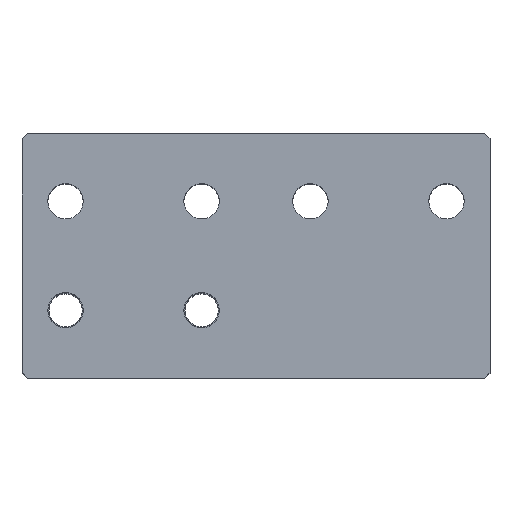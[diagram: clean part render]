
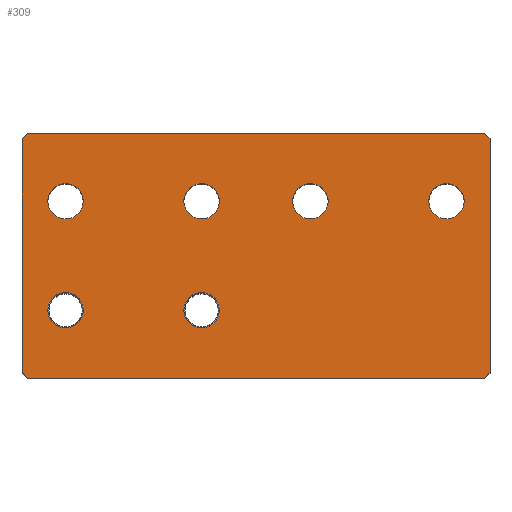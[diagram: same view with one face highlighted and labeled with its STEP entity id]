
A CAD part, top view. The second image highlights one B-rep face of the part: STEP entity #309.
In plain terms, the highlighted planar face has unit normal (0, 0, 1).
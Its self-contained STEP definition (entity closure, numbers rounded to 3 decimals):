
#309=ADVANCED_FACE('',(#670,#671,#672,#673,#674,#675,#676),#677,.F.);
#670=FACE_BOUND('',#1055,.T.);
#671=FACE_BOUND('',#1056,.T.);
#672=FACE_BOUND('',#1057,.T.);
#673=FACE_BOUND('',#1058,.T.);
#674=FACE_BOUND('',#1059,.T.);
#675=FACE_BOUND('',#1060,.T.);
#676=FACE_OUTER_BOUND('',#1061,.T.);
#677=PLANE('',#1062);
#1055=EDGE_LOOP('',(#1762));
#1056=EDGE_LOOP('',(#1763));
#1057=EDGE_LOOP('',(#1764));
#1058=EDGE_LOOP('',(#1765));
#1059=EDGE_LOOP('',(#1766));
#1060=EDGE_LOOP('',(#1767));
#1061=EDGE_LOOP('',(#1768,#1769,#1770,#1771,#1772,#1773,#1774,#1775));
#1062=AXIS2_PLACEMENT_3D('',#1776,#1777,#1778);
#1762=ORIENTED_EDGE('',*,*,#2129,.T.);
#1763=ORIENTED_EDGE('',*,*,#1925,.T.);
#1764=ORIENTED_EDGE('',*,*,#1994,.T.);
#1765=ORIENTED_EDGE('',*,*,#2018,.T.);
#1766=ORIENTED_EDGE('',*,*,#2037,.T.);
#1767=ORIENTED_EDGE('',*,*,#1923,.T.);
#1768=ORIENTED_EDGE('',*,*,#1991,.F.);
#1769=ORIENTED_EDGE('',*,*,#2070,.T.);
#1770=ORIENTED_EDGE('',*,*,#1932,.F.);
#1771=ORIENTED_EDGE('',*,*,#2123,.T.);
#1772=ORIENTED_EDGE('',*,*,#1967,.F.);
#1773=ORIENTED_EDGE('',*,*,#2131,.T.);
#1774=ORIENTED_EDGE('',*,*,#2119,.F.);
#1775=ORIENTED_EDGE('',*,*,#2031,.T.);
#1776=CARTESIAN_POINT('',(-106.0,25.0,50.4));
#1777=DIRECTION('',(0.0,0.0,-1.0));
#1778=DIRECTION('',(0.,1.0,0.0));
#1923=EDGE_CURVE('',#2261,#2261,#2262,.T.);
#1925=EDGE_CURVE('',#2264,#2264,#2265,.T.);
#1932=EDGE_CURVE('',#2276,#2277,#2278,.T.);
#1967=EDGE_CURVE('',#2337,#2338,#2339,.T.);
#1991=EDGE_CURVE('',#2374,#2376,#2377,.T.);
#1994=EDGE_CURVE('',#2380,#2380,#2381,.T.);
#2018=EDGE_CURVE('',#2416,#2416,#2417,.T.);
#2031=EDGE_CURVE('',#2435,#2376,#2436,.F.);
#2037=EDGE_CURVE('',#2442,#2442,#2443,.T.);
#2070=EDGE_CURVE('',#2374,#2277,#2492,.F.);
#2119=EDGE_CURVE('',#2435,#2557,#2558,.T.);
#2123=EDGE_CURVE('',#2276,#2338,#2562,.F.);
#2129=EDGE_CURVE('',#2568,#2568,#2569,.T.);
#2131=EDGE_CURVE('',#2337,#2557,#2571,.F.);
#2261=VERTEX_POINT('',#2736);
#2262=CIRCLE('',#2737,6.5);
#2264=VERTEX_POINT('',#2739);
#2265=CIRCLE('',#2740,6.5);
#2276=VERTEX_POINT('',#2755);
#2277=VERTEX_POINT('',#2756);
#2278=LINE('',#2757,#2758);
#2337=VERTEX_POINT('',#2833);
#2338=VERTEX_POINT('',#2834);
#2339=LINE('',#2835,#2836);
#2374=VERTEX_POINT('',#2885);
#2376=VERTEX_POINT('',#2888);
#2377=LINE('',#2889,#2890);
#2380=VERTEX_POINT('',#2894);
#2381=CIRCLE('',#2895,6.5);
#2416=VERTEX_POINT('',#2942);
#2417=CIRCLE('',#2943,6.5);
#2435=VERTEX_POINT('',#2965);
#2436=LINE('',#2966,#2967);
#2442=VERTEX_POINT('',#2976);
#2443=CIRCLE('',#2977,6.5);
#2492=LINE('',#3046,#3047);
#2557=VERTEX_POINT('',#3136);
#2558=LINE('',#3137,#3138);
#2562=LINE('',#3143,#3144);
#2568=VERTEX_POINT('',#3151);
#2569=CIRCLE('',#3152,6.5);
#2571=LINE('',#3154,#3155);
#2736=CARTESIAN_POINT('',(43.721,1.682,50.4));
#2737=AXIS2_PLACEMENT_3D('',#3259,#3260,#3261);
#2739=CARTESIAN_POINT('',(-83.5,-40.0,50.4));
#2740=AXIS2_PLACEMENT_3D('',#3262,#3263,#3264);
#2755=CARTESIAN_POINT('',(64.0,-65.0,50.4));
#2756=CARTESIAN_POINT('',(-104.0,-65.0,50.4));
#2757=CARTESIAN_POINT('',(66.0,-65.0,50.4));
#2758=VECTOR('',#3269,1.0);
#2833=CARTESIAN_POINT('',(66.0,23.0,50.4));
#2834=CARTESIAN_POINT('',(66.0,-63.0,50.4));
#2835=CARTESIAN_POINT('',(66.0,25.0,50.4));
#2836=VECTOR('',#3322,1.0);
#2885=CARTESIAN_POINT('',(-106.0,-63.0,50.4));
#2888=CARTESIAN_POINT('',(-106.0,23.0,50.4));
#2889=CARTESIAN_POINT('',(-106.0,-65.0,50.4));
#2890=VECTOR('',#3344,1.0);
#2894=CARTESIAN_POINT('',(-96.279,1.682,50.4));
#2895=AXIS2_PLACEMENT_3D('',#3346,#3347,#3348);
#2942=CARTESIAN_POINT('',(-46.279,1.682,50.4));
#2943=AXIS2_PLACEMENT_3D('',#3370,#3371,#3372);
#2965=CARTESIAN_POINT('',(-104.0,25.0,50.4));
#2966=CARTESIAN_POINT('',(-106.0,23.0,50.4));
#2967=VECTOR('',#3386,1.0);
#2976=CARTESIAN_POINT('',(-6.279,1.682,50.4));
#2977=AXIS2_PLACEMENT_3D('',#3390,#3391,#3392);
#3046=CARTESIAN_POINT('',(-104.0,-65.0,50.4));
#3047=VECTOR('',#3422,1.0);
#3136=CARTESIAN_POINT('',(64.0,25.0,50.4));
#3137=CARTESIAN_POINT('',(-106.0,25.0,50.4));
#3138=VECTOR('',#3471,1.0);
#3143=CARTESIAN_POINT('',(66.0,-63.0,50.4));
#3144=VECTOR('',#3473,1.0);
#3151=CARTESIAN_POINT('',(-33.5,-40.0,50.4));
#3152=AXIS2_PLACEMENT_3D('',#3475,#3476,#3477);
#3154=CARTESIAN_POINT('',(64.0,25.0,50.4));
#3155=VECTOR('',#3478,1.0);
#3259=CARTESIAN_POINT('',(50.0,0.,50.4));
#3260=DIRECTION('',(0.0,0.0,-1.0));
#3261=DIRECTION('',(-0.966,0.259,0.0));
#3262=CARTESIAN_POINT('',(-90.0,-40.0,50.4));
#3263=DIRECTION('',(0.0,0.0,-1.0));
#3264=DIRECTION('',(1.0,0.0,0.0));
#3269=DIRECTION('',(-1.0,0.,0.0));
#3322=DIRECTION('',(0.0,-1.0,0.0));
#3344=DIRECTION('',(0.0,1.0,0.0));
#3346=CARTESIAN_POINT('',(-90.0,0.,50.4));
#3347=DIRECTION('',(0.0,0.0,-1.0));
#3348=DIRECTION('',(-0.966,0.259,0.0));
#3370=CARTESIAN_POINT('',(-40.0,0.,50.4));
#3371=DIRECTION('',(0.0,0.0,-1.0));
#3372=DIRECTION('',(-0.966,0.259,0.0));
#3386=DIRECTION('',(0.707,0.707,0.0));
#3390=CARTESIAN_POINT('',(0.0,0.0,50.4));
#3391=DIRECTION('',(0.0,0.0,-1.0));
#3392=DIRECTION('',(-0.966,0.259,0.0));
#3422=DIRECTION('',(-0.707,0.707,0.0));
#3471=DIRECTION('',(1.0,0.0,0.0));
#3473=DIRECTION('',(-0.707,-0.707,0.0));
#3475=CARTESIAN_POINT('',(-40.0,-40.0,50.4));
#3476=DIRECTION('',(0.0,0.0,-1.0));
#3477=DIRECTION('',(1.0,0.0,0.0));
#3478=DIRECTION('',(0.707,-0.707,0.0));
